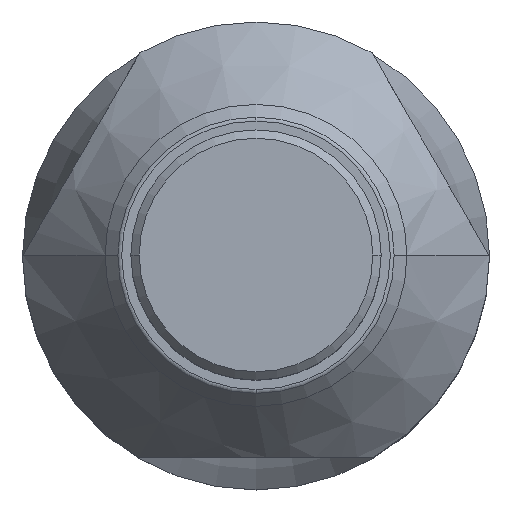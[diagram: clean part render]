
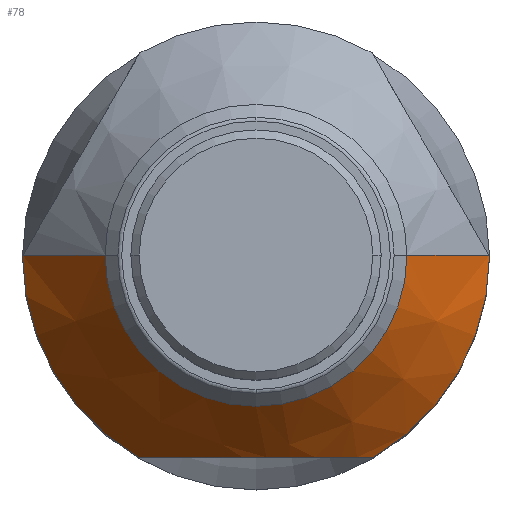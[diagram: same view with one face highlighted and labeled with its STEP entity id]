
A CAD part, top view. The second image highlights one B-rep face of the part: STEP entity #78.
In plain terms, the highlighted conical face has half-angle 38.649 degrees and reference radius 11.525 mm.
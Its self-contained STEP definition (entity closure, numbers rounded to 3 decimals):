
#78=ADVANCED_FACE('',(#188),#189,.T.);
#188=FACE_OUTER_BOUND('',#331,.T.);
#189=CONICAL_SURFACE('',#332,11.525,0.675);
#331=EDGE_LOOP('',(#498,#499,#500,#501,#502,#503,#504,#505));
#332=AXIS2_PLACEMENT_3D('',#506,#507,#508);
#498=ORIENTED_EDGE('',*,*,#862,.F.);
#499=ORIENTED_EDGE('',*,*,#863,.T.);
#500=ORIENTED_EDGE('',*,*,#864,.F.);
#501=ORIENTED_EDGE('',*,*,#865,.T.);
#502=ORIENTED_EDGE('',*,*,#866,.F.);
#503=ORIENTED_EDGE('',*,*,#867,.T.);
#504=ORIENTED_EDGE('',*,*,#868,.F.);
#505=ORIENTED_EDGE('',*,*,#869,.T.);
#506=CARTESIAN_POINT('',(0.0,0.,34.945));
#507=DIRECTION('',(0.0,0.,-1.0));
#508=DIRECTION('',(1.0,0.0,0.0));
#862=EDGE_CURVE('',#1028,#1029,#1030,.T.);
#863=EDGE_CURVE('',#1028,#1031,#1032,.T.);
#864=EDGE_CURVE('',#1033,#1031,#1034,.T.);
#865=EDGE_CURVE('',#1033,#1035,#1036,.T.);
#866=EDGE_CURVE('',#1037,#1035,#1038,.T.);
#867=EDGE_CURVE('',#1037,#1039,#1040,.T.);
#868=EDGE_CURVE('',#1041,#1039,#1042,.T.);
#869=EDGE_CURVE('',#1041,#1029,#1043,.T.);
#1028=VERTEX_POINT('',#1331);
#1029=VERTEX_POINT('',#1332);
#1030=LINE('',#1333,#1334);
#1031=VERTEX_POINT('',#1335);
#1032=CIRCLE('',#1336,9.05);
#1033=VERTEX_POINT('',#1337);
#1034=LINE('',#1338,#1339);
#1035=VERTEX_POINT('',#1340);
#1036=(B_SPLINE_CURVE(2,(#1342,#1343,#1344),.UNSPECIFIED.,.F.,.F.)B_SPLINE_CURVE_WITH_KNOTS((3,3),(0.0,14.864),.UNSPECIFIED.)RATIONAL_B_SPLINE_CURVE((1.0,1.157,1.0))BOUNDED_CURVE()REPRESENTATION_ITEM('')GEOMETRIC_REPRESENTATION_ITEM()CURVE());
#1037=VERTEX_POINT('',#1351);
#1038=CIRCLE('',#1352,14.0);
#1039=VERTEX_POINT('',#1353);
#1040=(B_SPLINE_CURVE(2,(#1355,#1356,#1357),.UNSPECIFIED.,.F.,.F.)B_SPLINE_CURVE_WITH_KNOTS((3,3),(0.0,14.864),.UNSPECIFIED.)RATIONAL_B_SPLINE_CURVE((1.0,1.157,1.0))BOUNDED_CURVE()REPRESENTATION_ITEM('')GEOMETRIC_REPRESENTATION_ITEM()CURVE());
#1041=VERTEX_POINT('',#1364);
#1042=CIRCLE('',#1365,14.0);
#1043=(B_SPLINE_CURVE(2,(#1367,#1368,#1369),.UNSPECIFIED.,.F.,.F.)B_SPLINE_CURVE_WITH_KNOTS((3,3),(0.0,14.864),.UNSPECIFIED.)RATIONAL_B_SPLINE_CURVE((1.0,1.157,1.0))BOUNDED_CURVE()REPRESENTATION_ITEM('')GEOMETRIC_REPRESENTATION_ITEM()CURVE());
#1331=CARTESIAN_POINT('',(9.05,0.,38.04));
#1332=CARTESIAN_POINT('',(13.972,0.,31.885));
#1333=CARTESIAN_POINT('',(11.525,0.,34.945));
#1334=VECTOR('',#1914,1.0);
#1335=CARTESIAN_POINT('',(-9.05,0.,38.04));
#1336=AXIS2_PLACEMENT_3D('',#1915,#1916,#1917);
#1337=CARTESIAN_POINT('',(-13.972,0.,31.885));
#1338=CARTESIAN_POINT('',(-11.525,0.,34.945));
#1339=VECTOR('',#1918,1.0);
#1340=CARTESIAN_POINT('',(-14.,-0.049,31.85));
#1342=CARTESIAN_POINT('',(-6.958,12.149,31.85));
#1343=CARTESIAN_POINT('',(-10.479,6.05,36.279));
#1344=CARTESIAN_POINT('',(-14.,-0.049,31.85));
#1351=CARTESIAN_POINT('',(-7.042,-12.1,31.85));
#1352=AXIS2_PLACEMENT_3D('',#1919,#1920,#1921);
#1353=CARTESIAN_POINT('',(7.042,-12.1,31.85));
#1355=CARTESIAN_POINT('',(-7.042,-12.1,31.85));
#1356=CARTESIAN_POINT('',(0.0,-12.1,36.279));
#1357=CARTESIAN_POINT('',(7.042,-12.1,31.85));
#1364=CARTESIAN_POINT('',(14.,-0.049,31.85));
#1365=AXIS2_PLACEMENT_3D('',#1922,#1923,#1924);
#1367=CARTESIAN_POINT('',(14.,-0.049,31.85));
#1368=CARTESIAN_POINT('',(10.479,6.05,36.279));
#1369=CARTESIAN_POINT('',(6.958,12.149,31.85));
#1914=DIRECTION('',(0.625,0.,-0.781));
#1915=CARTESIAN_POINT('',(0.0,0.,38.04));
#1916=DIRECTION('',(0.0,0.,-1.0));
#1917=DIRECTION('',(1.0,0.0,0.0));
#1918=DIRECTION('',(0.625,0.,0.781));
#1919=CARTESIAN_POINT('',(0.0,0.,31.85));
#1920=DIRECTION('',(0.0,0.,-1.0));
#1921=DIRECTION('',(1.0,0.0,0.0));
#1922=CARTESIAN_POINT('',(0.0,0.,31.85));
#1923=DIRECTION('',(0.0,0.,-1.0));
#1924=DIRECTION('',(1.0,0.0,0.0));
